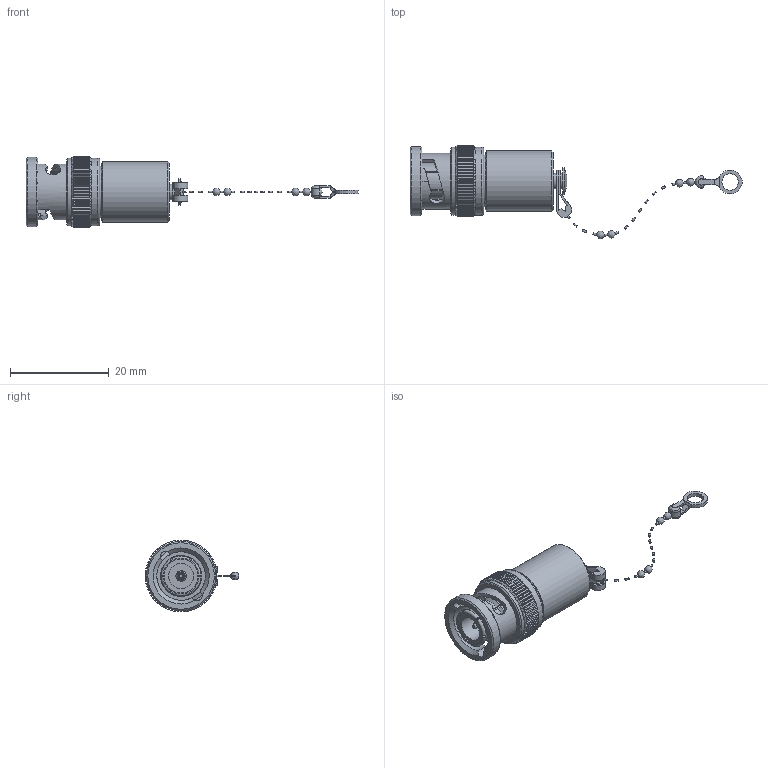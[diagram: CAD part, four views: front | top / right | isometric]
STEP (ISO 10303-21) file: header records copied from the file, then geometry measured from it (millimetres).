
FILE_DESCRIPTION (( 'STEP AP203' ), '1' );
FILE_NAME ('ST3B-C_3D.step', '2021-06-18T18:02:33', ( '' ), ( '' ), 'SwSTEP 2.0', 'SolidWorks 2020', '' );
FILE_SCHEMA (( 'CONFIG_CONTROL_DESIGN' ));
Length unit declared in the file: inch
Products named in the file (1): ST3B-C_3D
Bounding box: 67.14 x 18.91 x 14.5 mm (x, y, z)
Volume: 3216.8 mm3; surface area: 2553.1 mm2
Topology: 12 solids, 12 shells, 431 faces, 1171 edges, 769 vertices
Faces by surface type: plane 222, cylinder 120, bspline 64, cone 18, torus 7
Full cylindrical faces by diameter (mm): 1.321 x1, 2.134 x1, 3.109 x3, 3.302 x1, 5.08 x1, 5.455 x1, 8.296 x1, 9.83 x1, 10.668 x1, 11.317 x1, 12.192 x1, 13.738 x2, 13.97 x1
Entity records: 16464 total; most frequent: CARTESIAN_POINT 6702, ORIENTED_EDGE 2210, DIRECTION 1682, EDGE_CURVE 1105, VERTEX_POINT 753, AXIS2_PLACEMENT_3D 636, EDGE_LOOP 498, FACE_OUTER_BOUND 443
